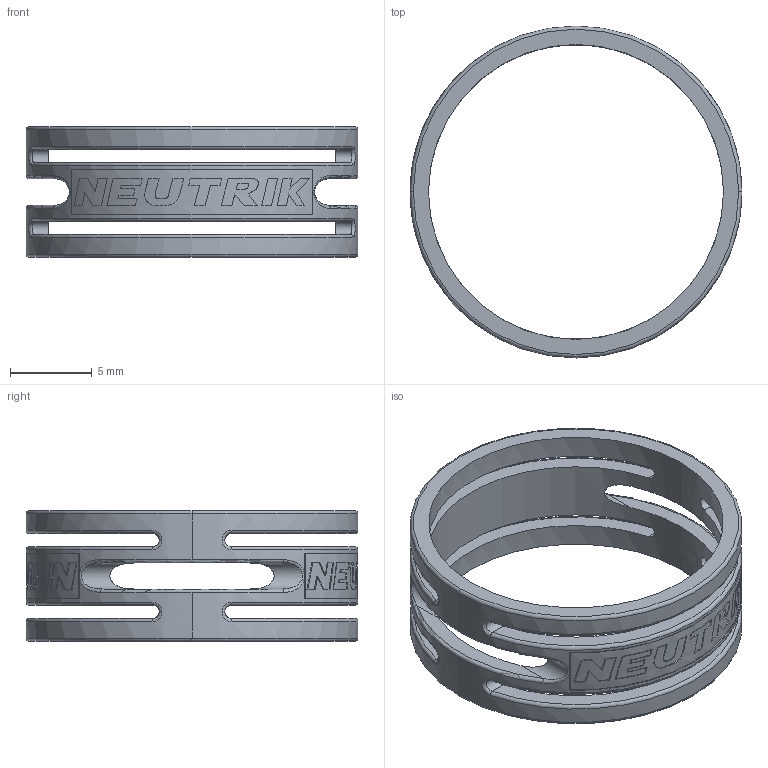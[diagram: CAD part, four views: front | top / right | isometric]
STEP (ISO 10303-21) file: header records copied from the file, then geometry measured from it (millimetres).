
FILE_DESCRIPTION((''),'2;1');
FILE_NAME('30013133','2026-03-04T14:44:53',('SYSTEM'),(''),'CREO PARAMETRIC BY PTC INC, 2023424','CREO PARAMETRIC BY PTC INC, 2023424','');
FILE_SCHEMA(('CONFIG_CONTROL_DESIGN'));
Length unit declared in the file: millimetre
Products named in the file (1): 30013133
Bounding box: 20.3 x 20.3 x 8 mm (x, y, z)
Volume: 395 mm3; surface area: 1135.2 mm2
Topology: 1 solids, 1 shells, 222 faces, 598 edges, 392 vertices
Faces by surface type: plane 80, extrusion 80, cylinder 34, torus 16, bspline 12
Entity records: 9103 total; most frequent: CARTESIAN_POINT 3715, ORIENTED_EDGE 1196, DIRECTION 942, EDGE_CURVE 598, VERTEX_POINT 392, AXIS2_PLACEMENT_3D 338, B_SPLINE_CURVE_WITH_KNOTS 284, VECTOR 266
